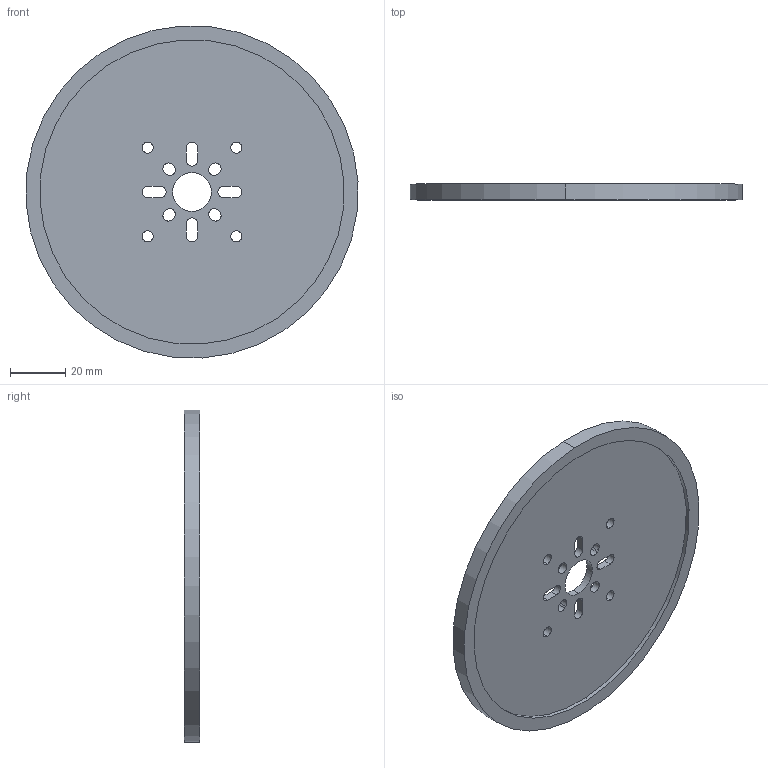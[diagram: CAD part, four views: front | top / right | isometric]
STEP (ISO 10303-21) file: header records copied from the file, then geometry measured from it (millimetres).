
FILE_DESCRIPTION (( 'STEP AP203' ), '1' );
FILE_NAME ('3607-0014-0120 assembly.STEP', '2018-08-08T14:58:15', ( '' ), ( '' ), 'SwSTEP 2.0', 'SolidWorks 2016', '' );
FILE_SCHEMA (( 'CONFIG_CONTROL_DESIGN' ));
Length unit declared in the file: millimetre
Products named in the file (3): 3607-0014-0120 plastic disc; 120mm rubber lip ring; 3607-0014-0120 assembly
Assembly tree (2 placements, depth 2):
  3607-0014-0120 assembly
    3607-0014-0120 plastic disc
    120mm rubber lip ring
Bounding box: 119.77 x 5.71 x 119.77 mm (x, y, z)
Volume: 35865 mm3; surface area: 33110.6 mm2
Topology: 2 solids, 2 shells, 64 faces, 174 edges, 116 vertices
Faces by surface type: cylinder 42, plane 22
Entity records: 2423 total; most frequent: DIRECTION 396, CARTESIAN_POINT 359, ORIENTED_EDGE 348, EDGE_CURVE 174, AXIS2_PLACEMENT_3D 153, VERTEX_POINT 116, EDGE_LOOP 94, LINE 90
